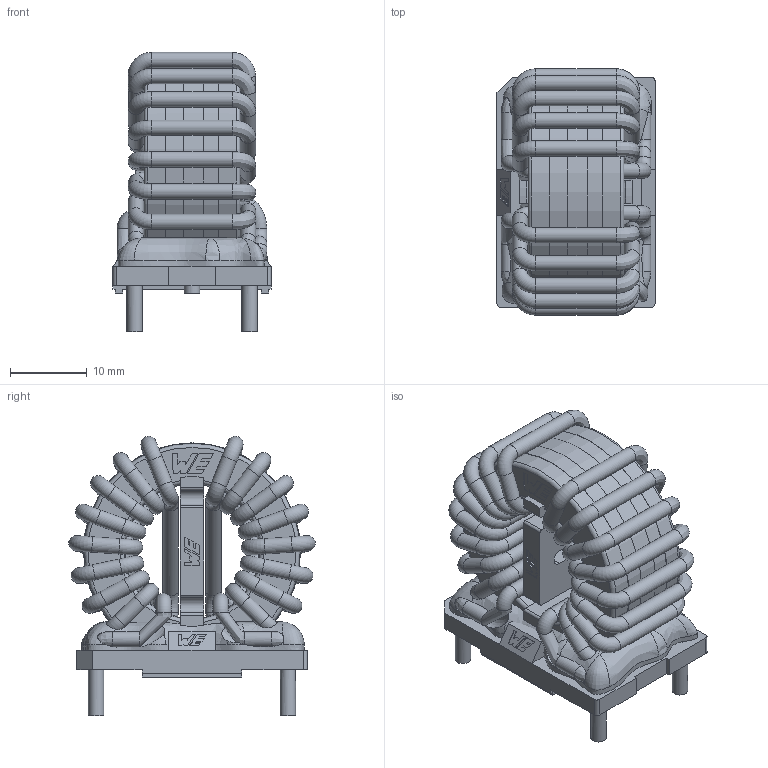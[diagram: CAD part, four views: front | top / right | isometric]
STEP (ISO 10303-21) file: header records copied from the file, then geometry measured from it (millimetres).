
FILE_DESCRIPTION(('STEP AP214'),'1');
FILE_NAME('L_Wurth_WE-CMBNC-TypeXL_7448052303.step','2025-04-07T06:55:55',(' '),('ANSOFT Corporation'),'Spatial InterOp 3D',' ',' ');
FILE_SCHEMA(('AUTOMOTIVE_DESIGN { 1 0 10303 214 1 1 1 1 }'));
Length unit declared in the file: millimetre
Products named in the file (1): Glue
Bounding box: 20.6 x 32.12 x 36.4 mm (x, y, z)
Volume: 9933 mm3; surface area: 18100.9 mm2
Topology: 10 solids, 10 shells, 845 faces, 2278 edges, 1452 vertices
Faces by surface type: plane 490, cylinder 165, torus 89, bspline 69, cone 24, revolution 5, sphere 2, extrusion 1
Full cylindrical faces by diameter (mm): 1.7 x8, 2 x80, 2.2 x4, 17.6 x1, 19.4 x2, 20 x1, 25 x1, 25.6 x2, 28.2 x1, 28.23 x1, 28.31 x1
Entity records: 54087 total; most frequent: CARTESIAN_POINT 23867, ORIENTED_EDGE 4064, DIRECTION 3797, EDGE_CURVE 2032, STYLED_ITEM 1565, PRESENTATION_STYLE_ASSIGNMENT 1565, COLOUR_RGB 1565, VERTEX_POINT 1421
